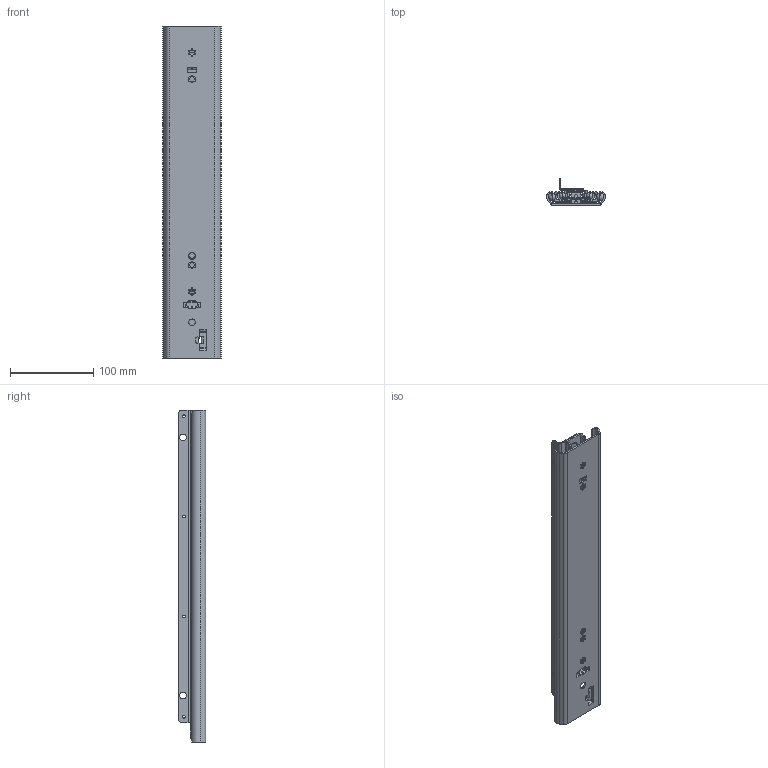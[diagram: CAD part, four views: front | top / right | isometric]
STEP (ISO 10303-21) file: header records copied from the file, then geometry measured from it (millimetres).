
FILE_DESCRIPTION((''),'2;1');
FILE_NAME('101-S43_ASM','2015-05-13T',('w.jans'),(''),'PRO/ENGINEER BY PARAMETRIC TECHNOLOGY CORPORATION, 2003450','PRO/ENGINEER BY PARAMETRIC TECHNOLOGY CORPORATION, 2003450','');
FILE_SCHEMA(('CONFIG_CONTROL_DESIGN'));
Length unit declared in the file: millimetre
Products named in the file (15): 101-S43-SKEL; 511-01-S43-TA1; 511-01-S43-TA1_ASM; 515-4XX-01-S43; 911-073; 515-4XX-01-S43_ASM; 512-01-S43-TA2; 512-01-S43-TA2_ASM; 515-5XX-01-S43; 911-078; 515-5XX-01-S43_ASM; 513-01-S43-TA3; 516-034; 513-01-S43-TA3_ASM; 101-S43_ASM
Assembly tree (44 placements, depth 3):
  101-S43_ASM
    101-S43-SKEL
    511-01-S43-TA1_ASM
      511-01-S43-TA1
    515-4XX-01-S43_ASM
      515-4XX-01-S43
      911-073  x18
    512-01-S43-TA2_ASM
      512-01-S43-TA2
    515-5XX-01-S43_ASM
      515-5XX-01-S43
      911-078  x14
    513-01-S43-TA3_ASM
      513-01-S43-TA3
      516-034
Bounding box: 70.9 x 32.7 x 400 mm (x, y, z)
Volume: 205555.2 mm3; surface area: 251068.3 mm2
Topology: 38 solids, 38 shells, 1043 faces, 2960 edges, 1856 vertices
Faces by surface type: plane 542, cylinder 389, sphere 64, cone 24, torus 24
Entity records: 33913 total; most frequent: CARTESIAN_POINT 7283, DIRECTION 5601, ORIENTED_EDGE 5544, EDGE_CURVE 2772, AXIS2_PLACEMENT_3D 1899, VECTOR 1803, LINE 1803, VERTEX_POINT 1796
